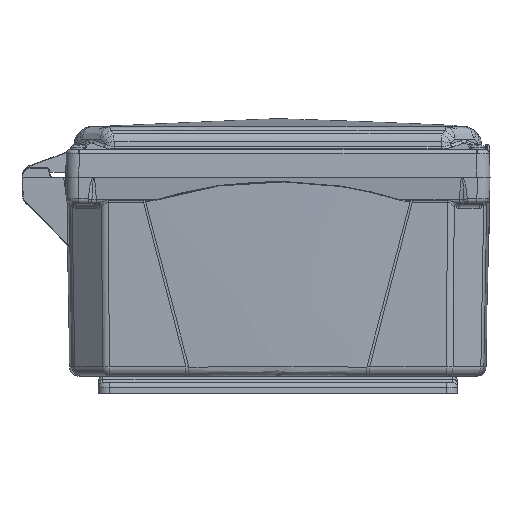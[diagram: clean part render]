
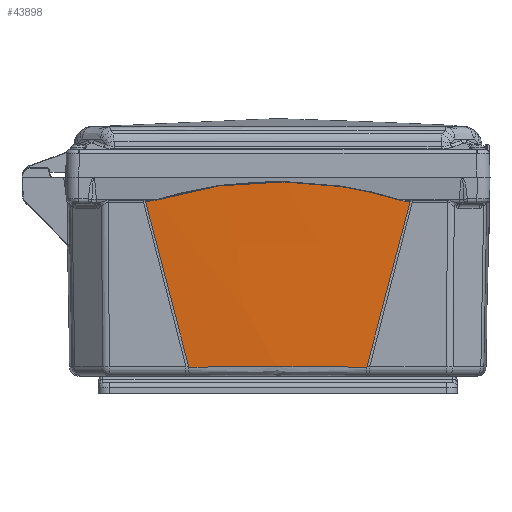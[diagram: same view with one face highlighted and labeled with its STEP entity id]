
A CAD part, front view. The second image highlights one B-rep face of the part: STEP entity #43898.
In plain terms, the highlighted free-form (B-spline) face has degree [3, 3] with [8, 4] control points.
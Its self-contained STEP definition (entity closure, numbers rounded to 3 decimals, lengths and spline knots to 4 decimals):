
#12304=CARTESIAN_POINT('',(-3.776,-4.0957,
1.769));
#12317=CARTESIAN_POINT('',(-0.4909,-4.1522,
2.6324));
#12318=CARTESIAN_POINT('',(-0.8696,-4.1456,
2.5332));
#12319=CARTESIAN_POINT('',(-1.6179,-4.1327,
2.337));
#12320=CARTESIAN_POINT('',(-2.714,-4.1138,
2.049));
#12321=CARTESIAN_POINT('',(-3.4251,-4.1017,
1.8616));
#12322=CARTESIAN_POINT('',(-3.776,-4.0957,
1.769));
#12328=CARTESIAN_POINT('',(-0.4909,-4.1522,
2.6324));
#12490=CARTESIAN_POINT('',(-0.4523,-4.1614,
2.4009));
#12491=CARTESIAN_POINT('',(-0.3955,-4.1689,
2.2242));
#12492=CARTESIAN_POINT('',(-0.2889,-4.1828,
1.8408));
#12493=CARTESIAN_POINT('',(-0.1661,-4.1989,
1.1856));
#12494=CARTESIAN_POINT('',(-0.0904,-4.2088,
0.4266));
#12495=CARTESIAN_POINT('',(-0.0911,-4.2087,
-0.4389));
#12496=CARTESIAN_POINT('',(-0.1671,-4.1987,
-1.192));
#12497=CARTESIAN_POINT('',(-0.2897,-4.1827,
-1.8439));
#12498=CARTESIAN_POINT('',(-0.3958,-4.1688,
-2.2251));
#12499=CARTESIAN_POINT('',(-0.4523,-4.1614,
-2.4009));
#12517=CARTESIAN_POINT('',(-0.4909,-4.1522,
2.6324));
#12518=CARTESIAN_POINT('',(-0.49,-4.1525,
2.6237));
#12519=CARTESIAN_POINT('',(-0.488,-4.1532,
2.6069));
#12520=CARTESIAN_POINT('',(-0.4851,-4.1542,
2.5834));
#12521=CARTESIAN_POINT('',(-0.4823,-4.155,
2.5617));
#12522=CARTESIAN_POINT('',(-0.4796,-4.1558,
2.5415));
#12523=CARTESIAN_POINT('',(-0.4769,-4.1566,
2.5227));
#12524=CARTESIAN_POINT('',(-0.4742,-4.1573,
2.5052));
#12525=CARTESIAN_POINT('',(-0.4716,-4.1579,
2.4889));
#12526=CARTESIAN_POINT('',(-0.469,-4.1585,
2.4737));
#12527=CARTESIAN_POINT('',(-0.4663,-4.1591,
2.4594));
#12528=CARTESIAN_POINT('',(-0.4637,-4.1596,
2.4459));
#12529=CARTESIAN_POINT('',(-0.461,-4.1601,
2.4334));
#12530=CARTESIAN_POINT('',(-0.4582,-4.1606,
2.4217));
#12531=CARTESIAN_POINT('',(-0.4554,-4.161,
2.4108));
#12532=CARTESIAN_POINT('',(-0.4534,-4.1613,
2.4041));
#12533=CARTESIAN_POINT('',(-0.4523,-4.1614,
2.4009));
#12582=CARTESIAN_POINT('',(-0.4523,-4.1614,
-2.4009));
#12583=CARTESIAN_POINT('',(-0.4534,-4.1613,
-2.4044));
#12584=CARTESIAN_POINT('',(-0.4556,-4.161,
-2.4116));
#12585=CARTESIAN_POINT('',(-0.4586,-4.1605,
-2.4234));
#12586=CARTESIAN_POINT('',(-0.4616,-4.16,
-2.4361));
#12587=CARTESIAN_POINT('',(-0.4645,-4.1595,
-2.4499));
#12588=CARTESIAN_POINT('',(-0.4674,-4.1589,
-2.4647));
#12589=CARTESIAN_POINT('',(-0.4702,-4.1582,
-2.4806));
#12590=CARTESIAN_POINT('',(-0.473,-4.1576,
-2.4978));
#12591=CARTESIAN_POINT('',(-0.4759,-4.1568,
-2.5163));
#12592=CARTESIAN_POINT('',(-0.4788,-4.156,
-2.5362));
#12593=CARTESIAN_POINT('',(-0.4818,-4.1552,
-2.5577));
#12594=CARTESIAN_POINT('',(-0.4848,-4.1543,
-2.5808));
#12595=CARTESIAN_POINT('',(-0.4878,-4.1533,
-2.6055));
#12596=CARTESIAN_POINT('',(-0.4899,-4.1525,
-2.6233));
#12597=CARTESIAN_POINT('',(-0.4909,-4.1522,
-2.6324));
#13710=CARTESIAN_POINT('',(-3.776,-4.0957,-1.769));
#13711=CARTESIAN_POINT('',(-3.4147,-4.1018,
-1.8644));
#13712=CARTESIAN_POINT('',(-2.6895,-4.1142,
-2.0555));
#13713=CARTESIAN_POINT('',(-1.5724,-4.1335,
-2.349));
#13714=CARTESIAN_POINT('',(-0.85,-4.146,
-2.5384));
#13715=CARTESIAN_POINT('',(-0.4909,-4.1522,
-2.6324));
#13764=CARTESIAN_POINT('',(-3.776,-4.0957,
1.769));
#13765=CARTESIAN_POINT('',(-3.7748,-4.1172,
1.3767));
#13766=CARTESIAN_POINT('',(-3.7732,-4.1459,
0.5908));
#13767=CARTESIAN_POINT('',(-3.7732,-4.1459,
-0.5908));
#13768=CARTESIAN_POINT('',(-3.7748,-4.1172,
-1.3767));
#13769=CARTESIAN_POINT('',(-3.776,-4.0957,-1.769));
#16807=VERTEX_POINT('',#12304);
#16809=VERTEX_POINT('',#13769);
#17411=VERTEX_POINT('',#12328);
#17413=VERTEX_POINT('',#12533);
#17415=VERTEX_POINT('',#12499);
#17447=VERTEX_POINT('',#13715);
#43853=CARTESIAN_POINT('',(-0.0183,-4.1564,
2.8646));
#43854=CARTESIAN_POINT('',(-1.2954,-4.1341,
2.5217));
#43855=CARTESIAN_POINT('',(-2.5725,-4.1118,
2.1788));
#43856=CARTESIAN_POINT('',(-3.8496,-4.0895,
1.8359));
#43857=CARTESIAN_POINT('',(-0.0183,-4.1575,
2.8348));
#43858=CARTESIAN_POINT('',(-1.2954,-4.1352,
2.4955));
#43859=CARTESIAN_POINT('',(-2.5725,-4.1129,
2.1562));
#43860=CARTESIAN_POINT('',(-3.8496,-4.0906,
1.8169));
#43861=CARTESIAN_POINT('',(-0.0183,-4.1812,
2.1886));
#43862=CARTESIAN_POINT('',(-1.2954,-4.1589,
1.9267));
#43863=CARTESIAN_POINT('',(-2.5725,-4.1366,
1.6648));
#43864=CARTESIAN_POINT('',(-3.8496,-4.1143,
1.403));
#43865=CARTESIAN_POINT('',(-0.0183,-4.2115,
0.9254));
#43866=CARTESIAN_POINT('',(-1.2954,-4.1892,
0.8147));
#43867=CARTESIAN_POINT('',(-2.5725,-4.1669,
0.704));
#43868=CARTESIAN_POINT('',(-3.8496,-4.1447,
0.5933));
#43869=CARTESIAN_POINT('',(-0.0183,-4.2115,
-0.9254));
#43870=CARTESIAN_POINT('',(-1.2954,-4.1892,
-0.8147));
#43871=CARTESIAN_POINT('',(-2.5725,-4.1669,
-0.704));
#43872=CARTESIAN_POINT('',(-3.8496,-4.1447,
-0.5933));
#43873=CARTESIAN_POINT('',(-0.0183,-4.1812,
-2.1886));
#43874=CARTESIAN_POINT('',(-1.2954,-4.1589,
-1.9267));
#43875=CARTESIAN_POINT('',(-2.5725,-4.1366,
-1.6648));
#43876=CARTESIAN_POINT('',(-3.8496,-4.1143,
-1.403));
#43877=CARTESIAN_POINT('',(-0.0183,-4.1575,
-2.8348));
#43878=CARTESIAN_POINT('',(-1.2954,-4.1352,
-2.4955));
#43879=CARTESIAN_POINT('',(-2.5725,-4.1129,
-2.1562));
#43880=CARTESIAN_POINT('',(-3.8496,-4.0906,
-1.8169));
#43881=CARTESIAN_POINT('',(-0.0183,-4.1564,
-2.8646));
#43882=CARTESIAN_POINT('',(-1.2954,-4.1341,
-2.5217));
#43883=CARTESIAN_POINT('',(-2.5725,-4.1118,
-2.1788));
#43884=CARTESIAN_POINT('',(-3.8496,-4.0895,
-1.8359));
#43885=B_SPLINE_SURFACE_WITH_KNOTS('',3,3,((#43853,#43854,#43855,#43856),
(#43857,#43858,#43859,#43860),(#43861,#43862,#43863,#43864),(#43865,#43866,
#43867,#43868),(#43869,#43870,#43871,#43872),(#43873,#43874,#43875,#43876),(
#43877,#43878,#43879,#43880),(#43881,#43882,#43883,#43884)),.UNSPECIFIED.,.F.,
.F.,.F.,(4,1,1,1,1,4),(4,4),(-0.0161,0.,0.3333,
0.6667,1.,1.0161),(0.0046,0.9721),
.UNSPECIFIED.);
#43887=ORIENTED_EDGE('',*,*,#43886,.T.);
#43888=ORIENTED_EDGE('',*,*,#43843,.T.);
#43890=ORIENTED_EDGE('',*,*,#43889,.T.);
#43892=ORIENTED_EDGE('',*,*,#43891,.F.);
#43894=ORIENTED_EDGE('',*,*,#43893,.F.);
#43895=ORIENTED_EDGE('',*,*,#43428,.F.);
#43896=EDGE_LOOP('',(#43887,#43888,#43890,#43892,#43894,#43895));
#43897=FACE_OUTER_BOUND('',#43896,.F.);
#43898=ADVANCED_FACE('',(#43897),#43885,.F.);
#12323=B_SPLINE_CURVE_WITH_KNOTS('',3,(#12317,#12318,#12319,#12320,#12321,
#12322),.UNSPECIFIED.,.F.,.F.,(4,1,1,4),(0.,0.3333,
0.6667,1.),.UNSPECIFIED.);
#12500=B_SPLINE_CURVE_WITH_KNOTS('',3,(#12490,#12491,#12492,#12493,#12494,
#12495,#12496,#12497,#12498,#12499),.UNSPECIFIED.,.F.,.F.,(4,1,1,1,1,1,1,4),(
0.,0.1429,0.2857,0.4286,0.5714,
0.7143,0.8571,1.),.UNSPECIFIED.);
#12534=B_SPLINE_CURVE_WITH_KNOTS('',3,(#12517,#12518,#12519,#12520,#12521,
#12522,#12523,#12524,#12525,#12526,#12527,#12528,#12529,#12530,#12531,#12532,
#12533),.UNSPECIFIED.,.F.,.F.,(4,1,1,1,1,1,1,1,1,1,1,1,1,1,4),(0.,
0.0714,0.1429,0.2143,0.2857,
0.3571,0.4286,0.5,0.5714,0.6429,
0.7143,0.7857,0.8571,0.9286,1.),
.UNSPECIFIED.);
#12598=B_SPLINE_CURVE_WITH_KNOTS('',3,(#12582,#12583,#12584,#12585,#12586,
#12587,#12588,#12589,#12590,#12591,#12592,#12593,#12594,#12595,#12596,#12597),
.UNSPECIFIED.,.F.,.F.,(4,1,1,1,1,1,1,1,1,1,1,1,1,4),(0.,0.0769,
0.1538,0.2308,0.3077,0.3846,
0.4615,0.5385,0.6154,0.6923,
0.7692,0.8462,0.9231,1.),.UNSPECIFIED.);
#13716=B_SPLINE_CURVE_WITH_KNOTS('',3,(#13710,#13711,#13712,#13713,#13714,
#13715),.UNSPECIFIED.,.F.,.F.,(4,1,1,4),(0.,0.3333,
0.6667,1.),.UNSPECIFIED.);
#13770=B_SPLINE_CURVE_WITH_KNOTS('',3,(#13764,#13765,#13766,#13767,#13768,
#13769),.UNSPECIFIED.,.F.,.F.,(4,1,1,4),(0.,0.3333,
0.6667,1.),.UNSPECIFIED.);
#43428=EDGE_CURVE('',#17411,#16807,#12323,.T.);
#43843=EDGE_CURVE('',#17413,#17415,#12500,.T.);
#43886=EDGE_CURVE('',#17411,#17413,#12534,.T.);
#43889=EDGE_CURVE('',#17415,#17447,#12598,.T.);
#43891=EDGE_CURVE('',#16809,#17447,#13716,.T.);
#43893=EDGE_CURVE('',#16807,#16809,#13770,.T.);
